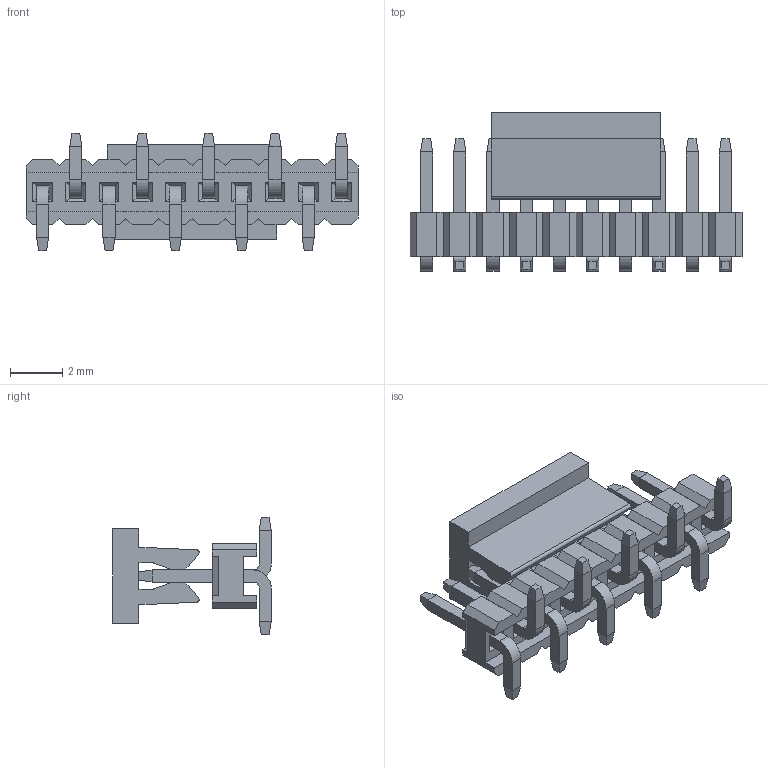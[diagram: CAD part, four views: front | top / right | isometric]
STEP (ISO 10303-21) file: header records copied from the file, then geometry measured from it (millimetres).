
FILE_DESCRIPTION( ('This file contains a STEP AP42 implementation' ,'as created by ZW3D STEP Interface translator.') ,'2;1' );
FILE_NAME( '1317-11XXXXM068XXXX(毀褐弇).stp' ,'23 317.1052 2', (''), ('ZWCAD Software Co.'), 'Version 1.0', 'ZW3D to STEP translator', '' );
FILE_SCHEMA(('AUTOMOTIVE_DESIGN { 1 0 10303 214 1 1 1 1 }'));
Length unit declared in the file: millimetre
Products named in the file (3): 0; 1317-1110XXM068XXXX(毀褐弇); 1317-11XXXXMXXXXX_ASM_1_ASM_1
Assembly tree (1 placements, depth 2):
  0
  1317-1110XXM068XXXX(毀褐弇)
    1317-11XXXXMXXXXX_ASM_1_ASM_1
Bounding box: 12.7 x 6.06 x 4.5 mm (x, y, z)
Volume: 95.4 mm3; surface area: 406.2 mm2
Topology: 12 solids, 12 shells, 392 faces, 961 edges, 602 vertices
Faces by surface type: plane 366, cylinder 26
Entity records: 11668 total; most frequent: CARTESIAN_POINT 1959, ORIENTED_EDGE 1922, DIRECTION 1809, EDGE_CURVE 961, VECTOR 905, LINE 905, VERTEX_POINT 602, AXIS2_PLACEMENT_3D 452
